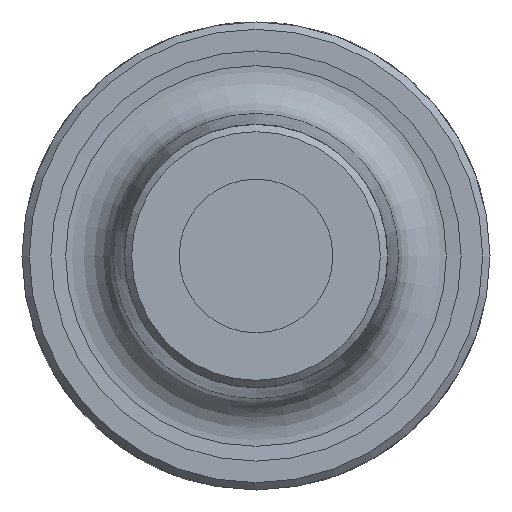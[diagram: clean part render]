
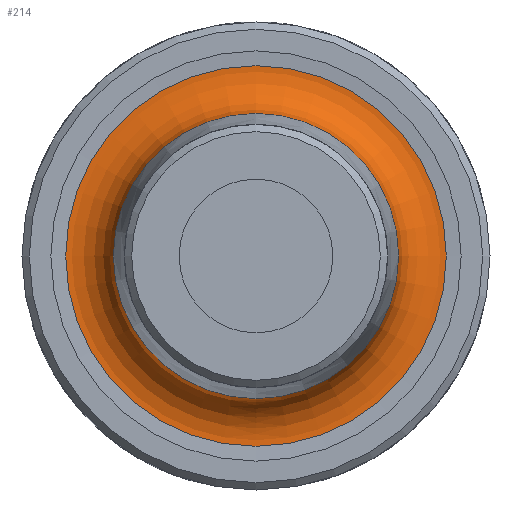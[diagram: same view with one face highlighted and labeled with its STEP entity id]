
A CAD part, left-side view. The second image highlights one B-rep face of the part: STEP entity #214.
In plain terms, the highlighted toroidal (fillet/blend) face has major radius 12.75 mm and minor radius 3 mm.
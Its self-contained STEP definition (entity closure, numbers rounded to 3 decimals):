
#42=TOROIDAL_SURFACE('',#674,12.75,3.);
#170=FACE_BOUND('',#311,.T.);
#171=FACE_BOUND('',#312,.T.);
#214=ADVANCED_FACE('',(#170,#171),#42,.F.);
#311=EDGE_LOOP('',(#445));
#312=EDGE_LOOP('',(#446));
#445=ORIENTED_EDGE('',*,*,#584,.T.);
#446=ORIENTED_EDGE('',*,*,#583,.F.);
#514=VERTEX_POINT('',#1365);
#515=VERTEX_POINT('',#1368);
#583=EDGE_CURVE('',#514,#514,#604,.T.);
#584=EDGE_CURVE('',#515,#515,#605,.T.);
#604=CIRCLE('',#671,9.75);
#605=CIRCLE('',#673,13.011);
#671=AXIS2_PLACEMENT_3D('',#1364,#814,#815);
#673=AXIS2_PLACEMENT_3D('',#1367,#818,#819);
#674=AXIS2_PLACEMENT_3D('',#1369,#820,#821);
#814=DIRECTION('',(-1.,0.,0.));
#815=DIRECTION('',(0.,0.,-1.));
#818=DIRECTION('',(-1.,0.,0.));
#819=DIRECTION('',(0.,0.,-1.));
#820=DIRECTION('',(1.,0.,0.));
#821=DIRECTION('',(0.,0.,-1.));
#1364=CARTESIAN_POINT('',(12.1,0.,0.));
#1365=CARTESIAN_POINT('',(12.1,0.,-9.75));
#1367=CARTESIAN_POINT('',(15.089,0.,0.));
#1368=CARTESIAN_POINT('',(15.089,0.,-13.011));
#1369=CARTESIAN_POINT('',(12.1,0.,0.));
